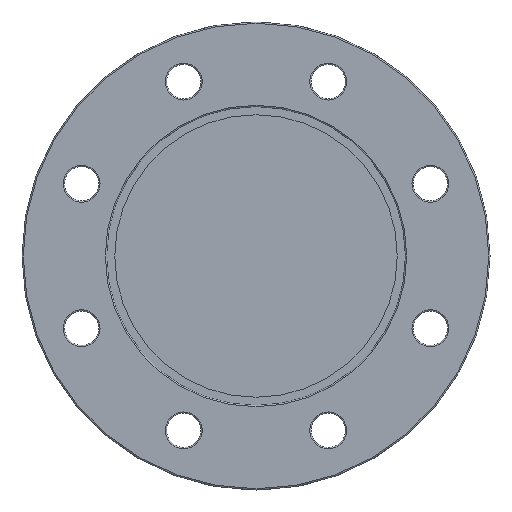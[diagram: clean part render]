
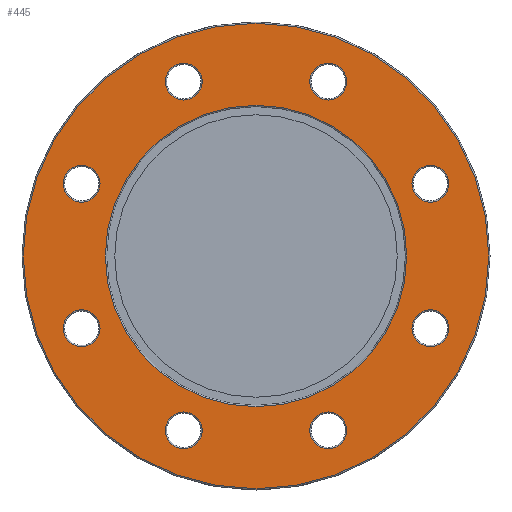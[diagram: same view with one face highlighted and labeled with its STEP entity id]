
A CAD part, left-side view. The second image highlights one B-rep face of the part: STEP entity #445.
In plain terms, the highlighted planar face has unit normal (-1, 0, 0).
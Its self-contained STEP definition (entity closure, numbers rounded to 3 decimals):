
#7 = AXIS2_PLACEMENT_3D ( 'NONE', #407, #272, #1569 ) ;
#11 = VERTEX_POINT ( 'NONE', #1656 ) ;
#16 = CIRCLE ( 'NONE', #498, 4.5 ) ;
#31 = ORIENTED_EDGE ( 'NONE', *, *, #165, .T. ) ;
#56 = CARTESIAN_POINT ( 'NONE',  ( -17., 42.591, -17.642 ) ) ;
#62 = AXIS2_PLACEMENT_3D ( 'NONE', #150, #920, #660 ) ;
#76 = CIRCLE ( 'NONE', #1448, 4.5 ) ;
#85 = ORIENTED_EDGE ( 'NONE', *, *, #1631, .T. ) ;
#94 = CIRCLE ( 'NONE', #1385, 4.5 ) ;
#115 = DIRECTION ( 'NONE',  ( 0., -1., 0. ) ) ;
#124 = CARTESIAN_POINT ( 'NONE',  ( -17., 13.142, -42.591 ) ) ;
#136 = CARTESIAN_POINT ( 'NONE',  ( -17., 13.142, 42.591 ) ) ;
#150 = CARTESIAN_POINT ( 'NONE',  ( -17., 0., 0. ) ) ;
#163 = DIRECTION ( 'NONE',  ( 0., -1., 0. ) ) ;
#165 = EDGE_CURVE ( 'NONE', #11, #11, #94, .T. ) ;
#167 = ORIENTED_EDGE ( 'NONE', *, *, #1544, .T. ) ;
#170 = DIRECTION ( 'NONE',  ( 0., -1., 0. ) ) ;
#199 = FACE_OUTER_BOUND ( 'NONE', #1390, .T. ) ;
#224 = CARTESIAN_POINT ( 'NONE',  ( -17., -56.85, 0. ) ) ;
#230 = CARTESIAN_POINT ( 'NONE',  ( -17., -42.591, 17.642 ) ) ;
#242 = AXIS2_PLACEMENT_3D ( 'NONE', #56, #1596, #295 ) ;
#246 = CIRCLE ( 'NONE', #1063, 56.85 ) ;
#272 = DIRECTION ( 'NONE',  ( 1., 0., 0. ) ) ;
#274 = DIRECTION ( 'NONE',  ( -1., 0., 0. ) ) ;
#291 = CARTESIAN_POINT ( 'NONE',  ( -17., -42.591, -17.642 ) ) ;
#295 = DIRECTION ( 'NONE',  ( 0., -1., 0. ) ) ;
#298 = EDGE_CURVE ( 'NONE', #1020, #1020, #751, .T. ) ;
#309 = DIRECTION ( 'NONE',  ( 0., -1., 0. ) ) ;
#360 = DIRECTION ( 'NONE',  ( 1., 0., 0. ) ) ;
#361 = CIRCLE ( 'NONE', #62, 36.8 ) ;
#369 = ORIENTED_EDGE ( 'NONE', *, *, #298, .T. ) ;
#381 = EDGE_LOOP ( 'NONE', ( #472 ) ) ;
#407 = CARTESIAN_POINT ( 'NONE',  ( -17., 42.591, 17.642 ) ) ;
#429 = EDGE_LOOP ( 'NONE', ( #551 ) ) ;
#432 = EDGE_LOOP ( 'NONE', ( #1492 ) ) ;
#445 = ADVANCED_FACE ( 'NONE', ( #199, #1213, #1132, #913, #1534, #515, #792, #672, #1440, #768 ), #1552, .T. ) ;
#450 = AXIS2_PLACEMENT_3D ( 'NONE', #887, #360, #1507 ) ;
#472 = ORIENTED_EDGE ( 'NONE', *, *, #594, .T. ) ;
#498 = AXIS2_PLACEMENT_3D ( 'NONE', #1592, #818, #309 ) ;
#515 = FACE_BOUND ( 'NONE', #801, .T. ) ;
#551 = ORIENTED_EDGE ( 'NONE', *, *, #1251, .T. ) ;
#555 = DIRECTION ( 'NONE',  ( 0., -1., 0. ) ) ;
#587 = EDGE_LOOP ( 'NONE', ( #167 ) ) ;
#594 = EDGE_CURVE ( 'NONE', #664, #664, #1336, .T. ) ;
#599 = VERTEX_POINT ( 'NONE', #1152 ) ;
#634 = CARTESIAN_POINT ( 'NONE',  ( -17., 17.642, 42.591 ) ) ;
#660 = DIRECTION ( 'NONE',  ( 0., -1., 0. ) ) ;
#664 = VERTEX_POINT ( 'NONE', #1302 ) ;
#672 = FACE_BOUND ( 'NONE', #429, .T. ) ;
#682 = ORIENTED_EDGE ( 'NONE', *, *, #1006, .T. ) ;
#709 = VERTEX_POINT ( 'NONE', #1177 ) ;
#746 = CIRCLE ( 'NONE', #1199, 4.5 ) ;
#750 = DIRECTION ( 'NONE',  ( 1., 0., 0. ) ) ;
#751 = CIRCLE ( 'NONE', #1278, 4.5 ) ;
#752 = DIRECTION ( 'NONE',  ( 0., -1., 0. ) ) ;
#760 = EDGE_LOOP ( 'NONE', ( #31 ) ) ;
#768 = FACE_BOUND ( 'NONE', #432, .T. ) ;
#774 = CARTESIAN_POINT ( 'NONE',  ( -17., 38.091, -17.642 ) ) ;
#792 = FACE_BOUND ( 'NONE', #760, .T. ) ;
#793 = ORIENTED_EDGE ( 'NONE', *, *, #1212, .T. ) ;
#801 = EDGE_LOOP ( 'NONE', ( #85 ) ) ;
#818 = DIRECTION ( 'NONE',  ( 1., 0., 0. ) ) ;
#820 = CARTESIAN_POINT ( 'NONE',  ( -17., 36.5, 0. ) ) ;
#825 = VERTEX_POINT ( 'NONE', #136 ) ;
#830 = DIRECTION ( 'NONE',  ( 0., -1., 0. ) ) ;
#887 = CARTESIAN_POINT ( 'NONE',  ( -17., -17.642, 42.591 ) ) ;
#903 = VERTEX_POINT ( 'NONE', #1673 ) ;
#913 = FACE_BOUND ( 'NONE', #1192, .T. ) ;
#920 = DIRECTION ( 'NONE',  ( 1., 0., 0. ) ) ;
#922 = CIRCLE ( 'NONE', #242, 4.5 ) ;
#942 = VERTEX_POINT ( 'NONE', #774 ) ;
#1006 = EDGE_CURVE ( 'NONE', #1526, #1526, #246, .T. ) ;
#1013 = DIRECTION ( 'NONE',  ( 1., 0., 0. ) ) ;
#1020 = VERTEX_POINT ( 'NONE', #124 ) ;
#1063 = AXIS2_PLACEMENT_3D ( 'NONE', #1464, #1470, #830 ) ;
#1080 = DIRECTION ( 'NONE',  ( 1., 0., 0. ) ) ;
#1081 = EDGE_CURVE ( 'NONE', #942, #942, #922, .T. ) ;
#1123 = CARTESIAN_POINT ( 'NONE',  ( -17., 17.642, -42.591 ) ) ;
#1132 = FACE_BOUND ( 'NONE', #381, .T. ) ;
#1148 = ORIENTED_EDGE ( 'NONE', *, *, #1540, .T. ) ;
#1152 = CARTESIAN_POINT ( 'NONE',  ( -17., -22.142, -42.591 ) ) ;
#1177 = CARTESIAN_POINT ( 'NONE',  ( -17., -47.091, 17.642 ) ) ;
#1181 = CIRCLE ( 'NONE', #450, 4.5 ) ;
#1192 = EDGE_LOOP ( 'NONE', ( #1148 ) ) ;
#1193 = CARTESIAN_POINT ( 'NONE',  ( -17., -22.142, 42.591 ) ) ;
#1199 = AXIS2_PLACEMENT_3D ( 'NONE', #634, #1013, #752 ) ;
#1204 = VERTEX_POINT ( 'NONE', #1193 ) ;
#1207 = EDGE_LOOP ( 'NONE', ( #369 ) ) ;
#1212 = EDGE_CURVE ( 'NONE', #903, #903, #361, .T. ) ;
#1213 = FACE_BOUND ( 'NONE', #1228, .T. ) ;
#1228 = EDGE_LOOP ( 'NONE', ( #793 ) ) ;
#1251 = EDGE_CURVE ( 'NONE', #599, #599, #16, .T. ) ;
#1278 = AXIS2_PLACEMENT_3D ( 'NONE', #1123, #750, #170 ) ;
#1302 = CARTESIAN_POINT ( 'NONE',  ( -17., 38.091, 17.642 ) ) ;
#1336 = CIRCLE ( 'NONE', #7, 4.5 ) ;
#1385 = AXIS2_PLACEMENT_3D ( 'NONE', #291, #1080, #555 ) ;
#1390 = EDGE_LOOP ( 'NONE', ( #682 ) ) ;
#1422 = DIRECTION ( 'NONE',  ( 1., 0., 0. ) ) ;
#1440 = FACE_BOUND ( 'NONE', #1207, .T. ) ;
#1448 = AXIS2_PLACEMENT_3D ( 'NONE', #230, #1422, #115 ) ;
#1464 = CARTESIAN_POINT ( 'NONE',  ( -17., 0., 0. ) ) ;
#1470 = DIRECTION ( 'NONE',  ( -1., 0., 0. ) ) ;
#1492 = ORIENTED_EDGE ( 'NONE', *, *, #1081, .T. ) ;
#1507 = DIRECTION ( 'NONE',  ( 0., -1., 0. ) ) ;
#1526 = VERTEX_POINT ( 'NONE', #224 ) ;
#1534 = FACE_BOUND ( 'NONE', #587, .T. ) ;
#1540 = EDGE_CURVE ( 'NONE', #825, #825, #746, .T. ) ;
#1544 = EDGE_CURVE ( 'NONE', #1204, #1204, #1181, .T. ) ;
#1552 = PLANE ( 'NONE',  #1653 ) ;
#1569 = DIRECTION ( 'NONE',  ( 0., -1., 0. ) ) ;
#1592 = CARTESIAN_POINT ( 'NONE',  ( -17., -17.642, -42.591 ) ) ;
#1596 = DIRECTION ( 'NONE',  ( 1., 0., 0. ) ) ;
#1631 = EDGE_CURVE ( 'NONE', #709, #709, #76, .T. ) ;
#1653 = AXIS2_PLACEMENT_3D ( 'NONE', #820, #274, #163 ) ;
#1656 = CARTESIAN_POINT ( 'NONE',  ( -17., -47.091, -17.642 ) ) ;
#1673 = CARTESIAN_POINT ( 'NONE',  ( -17., -36.8, 0. ) ) ;
